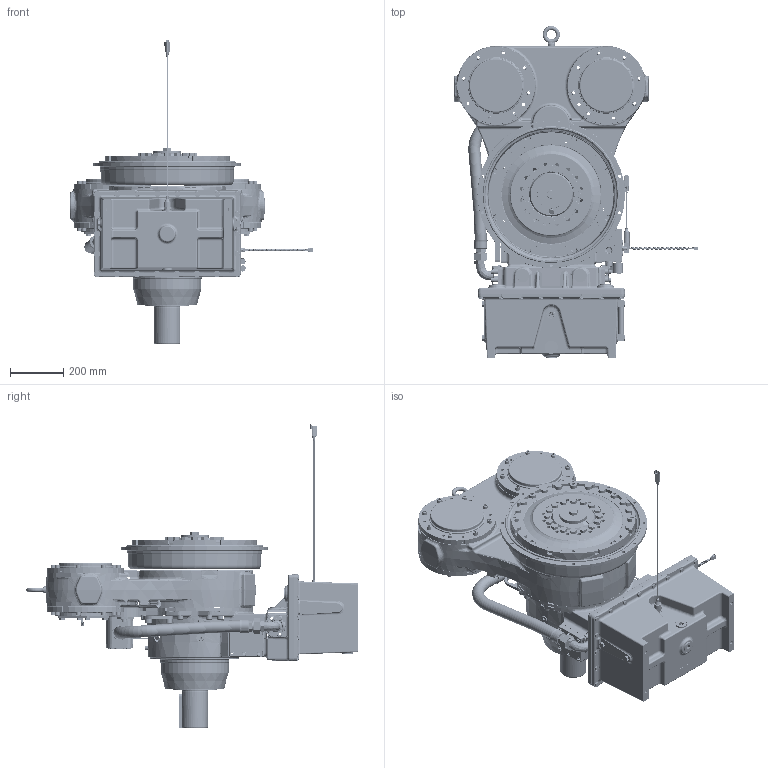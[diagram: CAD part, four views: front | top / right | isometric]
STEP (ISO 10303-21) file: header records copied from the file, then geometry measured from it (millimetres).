
FILE_DESCRIPTION (( 'STEP AP214' ), '1' );
FILE_NAME ('1029600K.step', '2021-03-23T20:16:08', ( 'TDI' ), ( 'Twin Disc Inc' ), 'SwSTEP 2.0', 'SolidWorks 2019', '' );
FILE_SCHEMA (( 'AUTOMOTIVE_DESIGN' ));
Length unit declared in the file: millimetre
Products named in the file (1): 1029600K
Bounding box: 915.08 x 1242.36 x 1134.48 mm (x, y, z)
Surface area: 4470750.5 mm2 (no closed solid volume)
Topology: 0 solids, 366 shells, 3873 faces, 14811 edges, 11001 vertices
Faces by surface type: plane 1777, cylinder 1091, bspline 409, cone 331, torus 192, sphere 73
Full cylindrical faces by diameter (mm): 2.54 x2, 2.794 x5, 5 x2, 5.7 x2, 6 x1, 8 x26, 8.5 x20, 9 x2, 10 x2, 10.2 x8, 10.4 x1, 11.112 x2, 11.906 x12, 12 x5, 12.025 x16, 13 x8, 13.492 x8, 14 x22, 15.875 x2, 16 x8, 16.662 x8, 16.8 x2, 17.5 x12, 18 x49, 18.771 x1, 18.872 x5, 19 x2, 19.05 x1, 20 x2, 20.574 x1
Entity records: 275169 total; most frequent: CARTESIAN_POINT 119961, DIRECTION 21660, ORIENTED_EDGE 20455, EDGE_CURVE 13930, VERTEX_POINT 10749, AXIS2_PLACEMENT_3D 7899, LINE 5862, VECTOR 5862
